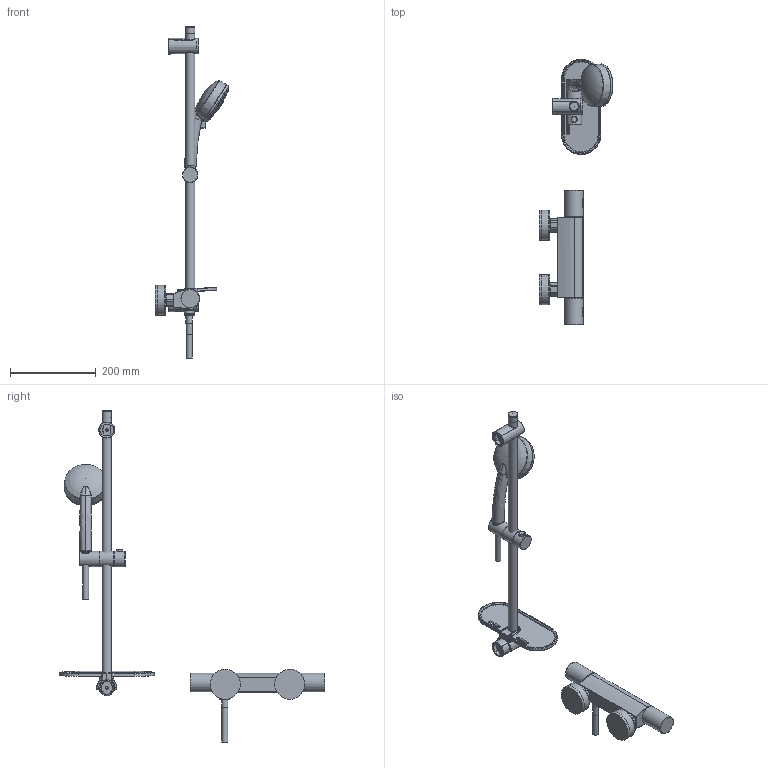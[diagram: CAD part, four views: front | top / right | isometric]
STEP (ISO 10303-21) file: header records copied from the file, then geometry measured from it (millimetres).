
FILE_DESCRIPTION(/* description */ ('Unknown'),/* implementation_level */ '2;1');
FILE_NAME(/* name */ '34791000',/* time_stamp */ '2022-09-09T05:48:37+02:00',/* author */ ('Unknown'),/* organization */ ('GROHE AG'),/* preprocessor_version */ 'ST-DEVELOPER v16.7',/* originating_system */ 'DEX',/* authorisation */ $);
FILE_SCHEMA (('AUTOMOTIVE_DESIGN {1 0 10303 214 3 1 1}'));
Length unit declared in the file: millimetre
Products named in the file (31): 34791000; 34791000_0; 34791000_1; 34791000_2; 34791000_3; 34791000_4; 34791000_5; 34791000_6; 34791000_7; 34791000_8; 34791000_9; 34791000_10; 34791000_11; 34791000_12; 34791000_13; face1; 34791000_14; 34791000_15; 34791000_16; 34791000_17; 34791000_18; 34791000_19; 34791000_20; 34791000_21; 34791000_22; 34791000_23; 34791000_24; 34791000_25; 34791000_26; 34791000_27
Assembly tree (30 placements, depth 2):
  34791000
    34791000
    34791000_0
    34791000_1
    34791000_2
    34791000_3
    34791000_4
    34791000_5
    34791000_6
    34791000_7
    34791000_8
    34791000_9
    34791000_10
    34791000_11
    34791000_12
    34791000_13
    face1
    34791000_14
    34791000_15
    34791000_16
    34791000_17
    34791000_18
    34791000_19
    34791000_20
    34791000_21
    34791000_22
    34791000_23
    34791000_24
    34791000_25
    34791000_26
    34791000_27
Bounding box: 172.06 x 617.99 x 772.89 mm (x, y, z)
Volume: 1668155.3 mm3; surface area: 406308.4 mm2
Topology: 32 solids, 41 shells, 1604 faces, 4429 edges, 2872 vertices
Faces by surface type: cylinder 459, plane 430, bspline 383, cone 195, torus 107, sphere 30
Full cylindrical faces by diameter (mm): 2.8 x60, 6 x2, 9 x1, 9.2 x2, 10.8 x2, 11.8 x1, 13.5 x2, 13.8 x2, 14 x2, 14.4 x2, 14.7 x2, 15 x1, 16 x2, 16.15 x1, 17.3 x1, 17.4 x1, 17.996 x4, 18 x1, 18.2 x1, 18.4 x2, 18.5 x1, 18.9 x1, 19.9 x1, 20 x3, 20.955 x2, 20.96 x1, 21 x3, 21.8 x1, 21.9 x1, 22.4 x1
Entity records: 67845 total; most frequent: CARTESIAN_POINT 30466, ORIENTED_EDGE 8056, DIRECTION 5329, EDGE_CURVE 4028, VERTEX_POINT 2728, AXIS2_PLACEMENT_3D 2179, B_SPLINE_CURVE_WITH_KNOTS 2130, FACE_BOUND 2014
